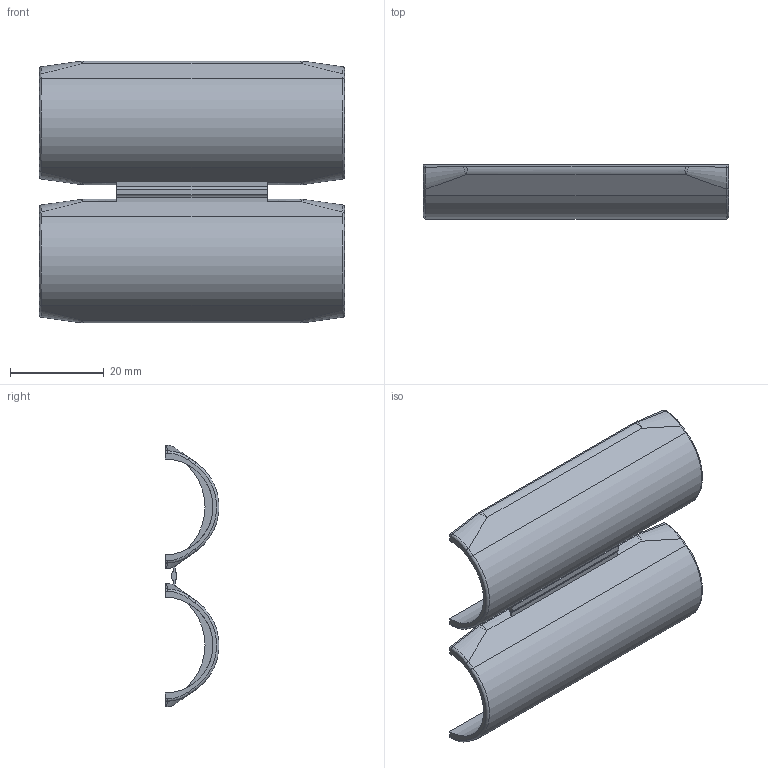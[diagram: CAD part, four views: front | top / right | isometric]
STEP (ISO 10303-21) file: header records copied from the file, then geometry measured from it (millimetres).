
FILE_DESCRIPTION (( 'STEP AP214' ), '1' );
FILE_NAME ('2154083.stp', '2024-09-04T09:08:09', ( '' ), ( '' ), 'SwSTEP 2.0', 'SolidWorks 2022', '' );
FILE_SCHEMA (( 'AUTOMOTIVE_DESIGN' ));
Length unit declared in the file: millimetre
Products named in the file (1): 2154083
Bounding box: 65 x 11.46 x 55.75 mm (x, y, z)
Volume: 7195.5 mm3; surface area: 10342.5 mm2
Topology: 1 solids, 1 shells, 108 faces, 266 edges, 156 vertices
Faces by surface type: plane 40, cylinder 36, bspline 28, torus 4
Entity records: 4360 total; most frequent: CARTESIAN_POINT 2031, ORIENTED_EDGE 516, DIRECTION 426, EDGE_CURVE 258, AXIS2_PLACEMENT_3D 157, VERTEX_POINT 156, LINE 112, EDGE_LOOP 112
